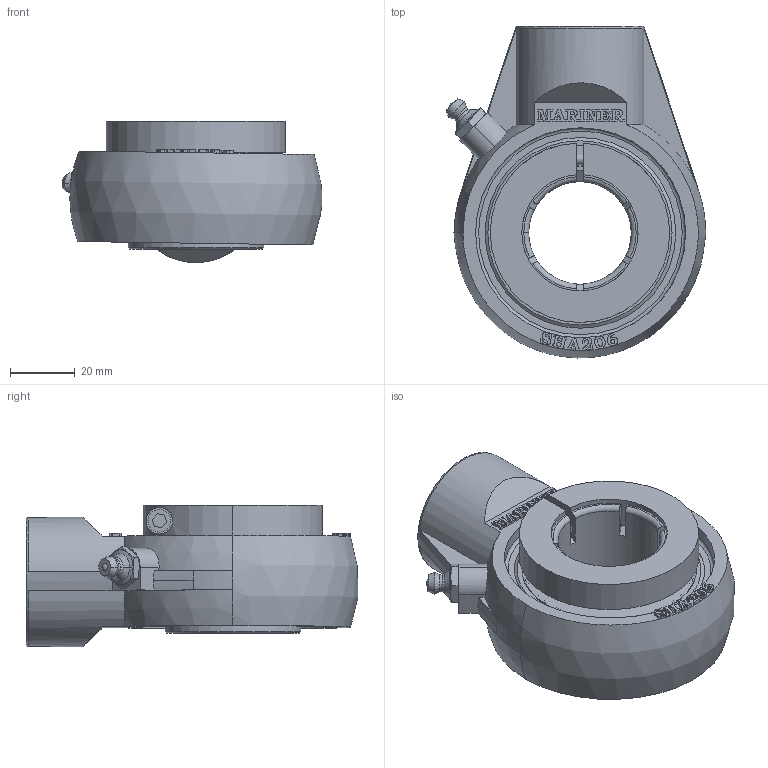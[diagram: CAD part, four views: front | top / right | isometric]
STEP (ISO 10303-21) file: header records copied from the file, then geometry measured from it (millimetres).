
FILE_DESCRIPTION(('HOOPS Exchange Step'),'2;1');
FILE_NAME('export-733E7596-7CFE-40DC-B1CE-EF0C929C014F.stp','2019-12-13T13:44:43-08:00',('ibuslach'),('Alibre'),'HOOPS Exchange 2019.2','Alibre','Unknown authorisation');
FILE_SCHEMA( ('AP242_MANAGED_MODEL_BASED_3D_ENGINEERING_MIM_LF {1 0 10303 442 1 1 4 }') );
Length unit declared in the file: centimetre
Products named in the file (8): ZERK 6mm; MRN SHA 206; SUE 206 LOCK RING; SUE 204 BOLT; SUE 206 SHIELD; SUE 206-20 RACES; MRN SUE 206-20; MRN SUEHA 206-20
Assembly tree (8 placements, depth 3):
  MRN SUEHA 206-20
    ZERK 6mm
    MRN SHA 206
    MRN SUE 206-20
      SUE 206 LOCK RING
      SUE 204 BOLT
      SUE 206 SHIELD  x2
      SUE 206-20 RACES
Bounding box: 80.44 x 102.7 x 43.7 mm (x, y, z)
Volume: 115278.2 mm3; surface area: 51229.5 mm2
Topology: 8 solids, 8 shells, 706 faces, 1993 edges, 1321 vertices
Faces by surface type: plane 302, extrusion 256, cylinder 57, cone 45, torus 28, sphere 14, bspline 4
Full cylindrical faces by diameter (mm): 1.478 x2, 3.242 x2, 4 x1, 6 x2, 7 x1, 8.25 x1, 19.05 x1, 31.75 x1, 42 x4, 42.508 x2, 52 x2, 54 x2, 65.017 x2
Entity records: 27930 total; most frequent: CARTESIAN_POINT 10586, ORIENTED_EDGE 3932, DIRECTION 2811, EDGE_CURVE 1966, VECTOR 1313, VERTEX_POINT 1307, LINE 1057, B_SPLINE_CURVE_WITH_KNOTS 829
